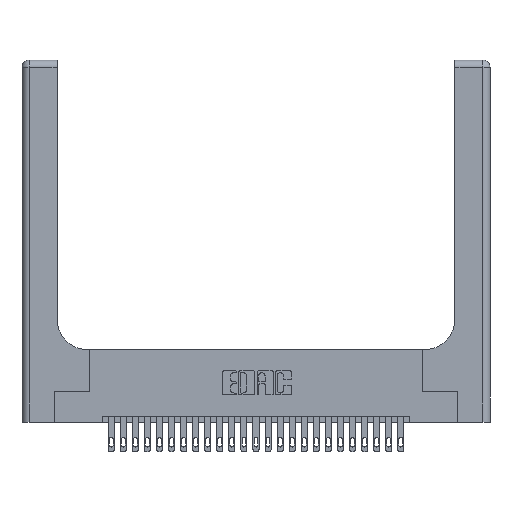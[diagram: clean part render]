
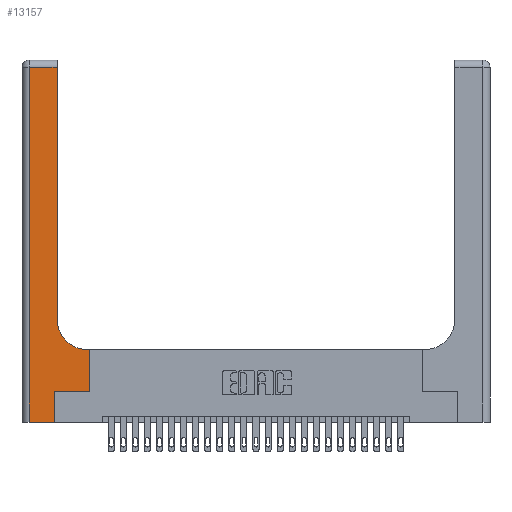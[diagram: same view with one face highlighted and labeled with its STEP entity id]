
A CAD part, top view. The second image highlights one B-rep face of the part: STEP entity #13157.
In plain terms, the highlighted planar face has unit normal (0, 0, 1).
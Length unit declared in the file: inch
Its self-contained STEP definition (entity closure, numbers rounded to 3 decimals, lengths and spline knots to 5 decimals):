
#556 = ORIENTED_EDGE ( 'NONE', *, *, #17419, .T. ) ;
#707 = CARTESIAN_POINT ( 'NONE',  ( 0.06, 3., 0.37 ) ) ;
#945 = VECTOR ( 'NONE', #9942, 39.37008 ) ;
#1042 = EDGE_CURVE ( 'NONE', #14147, #16999, #20110, .T. ) ;
#1285 = LINE ( 'NONE', #12123, #5522 ) ;
#1589 = LINE ( 'NONE', #22585, #945 ) ;
#1885 = ORIENTED_EDGE ( 'NONE', *, *, #4957, .T. ) ;
#2984 = LINE ( 'NONE', #11097, #4964 ) ;
#3156 = VECTOR ( 'NONE', #19666, 39.37008 ) ;
#3899 = EDGE_CURVE ( 'NONE', #13537, #7308, #22542, .T. ) ;
#4035 = ORIENTED_EDGE ( 'NONE', *, *, #26967, .T. ) ;
#4623 = DIRECTION ( 'NONE',  ( 0., -1., 0. ) ) ;
#4957 = EDGE_CURVE ( 'NONE', #8189, #11873, #1285, .T. ) ;
#4964 = VECTOR ( 'NONE', #16953, 39.37008 ) ;
#5522 = VECTOR ( 'NONE', #11955, 39.37008 ) ;
#5715 = EDGE_CURVE ( 'NONE', #11873, #14147, #2984, .T. ) ;
#6170 = VERTEX_POINT ( 'NONE', #7941 ) ;
#6239 = DIRECTION ( 'NONE',  ( -1., 0., 0. ) ) ;
#6494 = CARTESIAN_POINT ( 'NONE',  ( 0.5585, 0.25, 0.37 ) ) ;
#6993 = VECTOR ( 'NONE', #6239, 39.37008 ) ;
#7266 = EDGE_LOOP ( 'NONE', ( #22720, #15007, #4035, #556, #1885, #15250, #8572, #17201, #7649 ) ) ;
#7308 = VERTEX_POINT ( 'NONE', #25937 ) ;
#7609 = VECTOR ( 'NONE', #16573, 39.37008 ) ;
#7649 = ORIENTED_EDGE ( 'NONE', *, *, #3899, .T. ) ;
#7941 = CARTESIAN_POINT ( 'NONE',  ( 0.2915, 2.94, 0.37 ) ) ;
#7967 = VECTOR ( 'NONE', #15810, 39.37008 ) ;
#8189 = VERTEX_POINT ( 'NONE', #17292 ) ;
#8572 = ORIENTED_EDGE ( 'NONE', *, *, #1042, .T. ) ;
#8854 = CARTESIAN_POINT ( 'NONE',  ( 0.269, 0.25, 0.37 ) ) ;
#8943 = LINE ( 'NONE', #24802, #7609 ) ;
#9942 = DIRECTION ( 'NONE',  ( 0., 1., 0. ) ) ;
#11097 = CARTESIAN_POINT ( 'NONE',  ( 0.269, 0.25, 0.37 ) ) ;
#11632 = PLANE ( 'NONE',  #15020 ) ;
#11873 = VERTEX_POINT ( 'NONE', #8854 ) ;
#11955 = DIRECTION ( 'NONE',  ( 0., 1., 0. ) ) ;
#12123 = CARTESIAN_POINT ( 'NONE',  ( 0.269, 0., 0.37 ) ) ;
#12412 = DIRECTION ( 'NONE',  ( 0., 0., -1. ) ) ;
#13157 = ADVANCED_FACE ( 'NONE', ( #16327 ), #11632, .F. ) ;
#13537 = VERTEX_POINT ( 'NONE', #21219 ) ;
#13591 = CARTESIAN_POINT ( 'NONE',  ( 0.5585, 0.25, 0.37 ) ) ;
#14147 = VERTEX_POINT ( 'NONE', #6494 ) ;
#14218 = LINE ( 'NONE', #17901, #7967 ) ;
#15007 = ORIENTED_EDGE ( 'NONE', *, *, #25129, .T. ) ;
#15020 = AXIS2_PLACEMENT_3D ( 'NONE', #26163, #19821, #15834 ) ;
#15250 = ORIENTED_EDGE ( 'NONE', *, *, #5715, .T. ) ;
#15339 = CARTESIAN_POINT ( 'NONE',  ( 0.5585, 0.6, 0.37 ) ) ;
#15810 = DIRECTION ( 'NONE',  ( -1., 0., 0. ) ) ;
#15834 = DIRECTION ( 'NONE',  ( -1., 0., 0. ) ) ;
#16117 = LINE ( 'NONE', #707, #23270 ) ;
#16327 = FACE_OUTER_BOUND ( 'NONE', #7266, .T. ) ;
#16573 = DIRECTION ( 'NONE',  ( 1., 0., 0. ) ) ;
#16638 = EDGE_CURVE ( 'NONE', #16999, #13537, #14218, .T. ) ;
#16953 = DIRECTION ( 'NONE',  ( 1., 0., 0. ) ) ;
#16999 = VERTEX_POINT ( 'NONE', #15339 ) ;
#17201 = ORIENTED_EDGE ( 'NONE', *, *, #16638, .T. ) ;
#17292 = CARTESIAN_POINT ( 'NONE',  ( 0.269, 0., 0.37 ) ) ;
#17419 = EDGE_CURVE ( 'NONE', #26565, #8189, #8943, .T. ) ;
#17901 = CARTESIAN_POINT ( 'NONE',  ( 0.2915, 0.6, 0.37 ) ) ;
#18777 = DIRECTION ( 'NONE',  ( 1., 0., 0. ) ) ;
#19666 = DIRECTION ( 'NONE',  ( 0., 1., 0. ) ) ;
#19821 = DIRECTION ( 'NONE',  ( 0., 0., -1. ) ) ;
#20080 = CARTESIAN_POINT ( 'NONE',  ( 0.06, 0., 0.37 ) ) ;
#20110 = LINE ( 'NONE', #13591, #3156 ) ;
#21219 = CARTESIAN_POINT ( 'NONE',  ( 0.5415, 0.6, 0.37 ) ) ;
#21648 = AXIS2_PLACEMENT_3D ( 'NONE', #24849, #12412, #18777 ) ;
#21751 = EDGE_CURVE ( 'NONE', #7308, #6170, #1589, .T. ) ;
#22542 = CIRCLE ( 'NONE', #21648, 0.25 ) ;
#22585 = CARTESIAN_POINT ( 'NONE',  ( 0.2915, 3., 0.37 ) ) ;
#22720 = ORIENTED_EDGE ( 'NONE', *, *, #21751, .T. ) ;
#23270 = VECTOR ( 'NONE', #4623, 39.37008 ) ;
#23636 = LINE ( 'NONE', #25312, #6993 ) ;
#24018 = VERTEX_POINT ( 'NONE', #25098 ) ;
#24802 = CARTESIAN_POINT ( 'NONE',  ( 0., 0., 0.37 ) ) ;
#24849 = CARTESIAN_POINT ( 'NONE',  ( 0.5415, 0.85, 0.37 ) ) ;
#25098 = CARTESIAN_POINT ( 'NONE',  ( 0.06, 2.94, 0.37 ) ) ;
#25129 = EDGE_CURVE ( 'NONE', #6170, #24018, #23636, .T. ) ;
#25312 = CARTESIAN_POINT ( 'NONE',  ( 0., 2.94, 0.37 ) ) ;
#25937 = CARTESIAN_POINT ( 'NONE',  ( 0.2915, 0.85, 0.37 ) ) ;
#26163 = CARTESIAN_POINT ( 'NONE',  ( 0., 3., 0.37 ) ) ;
#26565 = VERTEX_POINT ( 'NONE', #20080 ) ;
#26967 = EDGE_CURVE ( 'NONE', #24018, #26565, #16117, .T. ) ;
